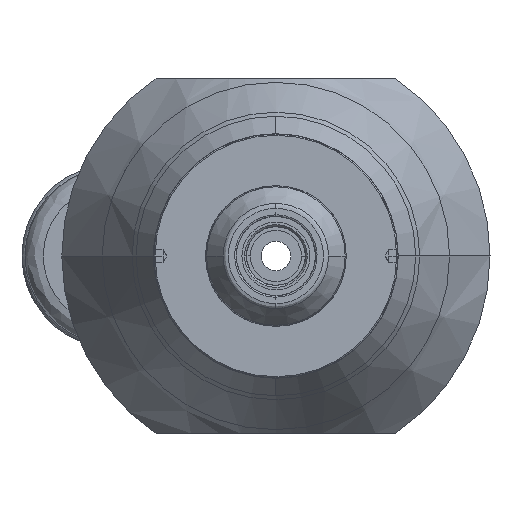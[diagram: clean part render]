
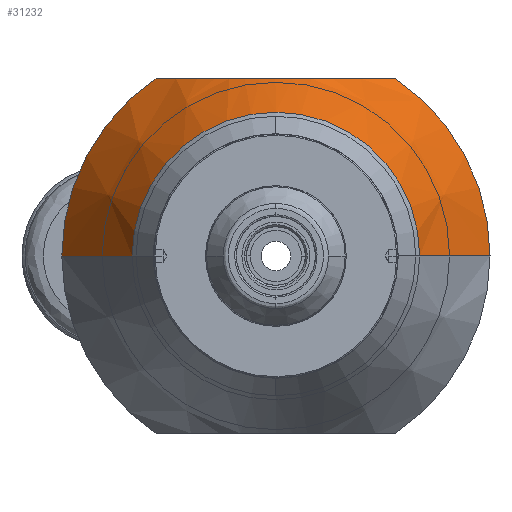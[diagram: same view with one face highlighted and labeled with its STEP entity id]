
A CAD part, left-side view. The second image highlights one B-rep face of the part: STEP entity #31232.
In plain terms, the highlighted conical face has half-angle 30 degrees and reference radius 35 mm.
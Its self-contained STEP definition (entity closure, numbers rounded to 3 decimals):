
#823 = VERTEX_POINT ( 'NONE', #27071 ) ;
#950 = CARTESIAN_POINT ( 'NONE',  ( -25.659, 3.764, 29. ) ) ;
#1057 = CARTESIAN_POINT ( 'NONE',  ( -23.892, 8.65, 29. ) ) ;
#1379 = CARTESIAN_POINT ( 'NONE',  ( -25.994, 1.882, 29. ) ) ;
#1472 = ORIENTED_EDGE ( 'NONE', *, *, #17126, .T. ) ;
#1594 = CARTESIAN_POINT ( 'NONE',  ( -15.681, 19.596, 29. ) ) ;
#1695 = CARTESIAN_POINT ( 'NONE',  ( -18.273, 16.828, 29. ) ) ;
#2152 = CARTESIAN_POINT ( 'NONE',  ( -15.681, 35., 0. ) ) ;
#2428 = AXIS2_PLACEMENT_3D ( 'NONE', #19362, #7286, #5022 ) ;
#3723 = CARTESIAN_POINT ( 'NONE',  ( -24.495, -7.375, 29. ) ) ;
#3844 = CARTESIAN_POINT ( 'NONE',  ( -25.296, 5.143, 29. ) ) ;
#3937 = CARTESIAN_POINT ( 'NONE',  ( -15.681, 0., 0. ) ) ;
#4546 = LINE ( 'NONE', #2152, #17846 ) ;
#4672 = CARTESIAN_POINT ( 'NONE',  ( -15.681, 19.596, 29. ) ) ;
#5022 = DIRECTION ( 'NONE',  ( 0., 1., 0. ) ) ;
#5410 = B_SPLINE_CURVE_WITH_KNOTS ( 'NONE', 3,
 ( #27829, #20732, #30063, #30156, #15737, #30488, #18296, #3723, #28027, #15527, #23150, #8631, #25575, #11090, #13514, #1379, #5879, #950, #17992, #3844, #15640, #20841, #1057, #6304, #8321, #25884, #18611, #21376, #1695, #8854, #1594 ),
 .UNSPECIFIED., .F., .F.,
 ( 4, 2, 2, 2, 2, 2, 2, 1, 2, 2, 2, 2, 2, 2, 2, 4 ),
 ( 0., 0.006, 0.011, 0.014, 0.017, 0.018, 0.02, 0.023, 0.025, 0.027, 0.028, 0.031, 0.033, 0.034, 0.04, 0.045 ),
 .UNSPECIFIED. ) ;
#5879 = CARTESIAN_POINT ( 'NONE',  ( -25.757, 3.294, 29. ) ) ;
#6304 = CARTESIAN_POINT ( 'NONE',  ( -23.677, 9.074, 29. ) ) ;
#6500 = EDGE_CURVE ( 'NONE', #6521, #18665, #8033, .T. ) ;
#6510 = DIRECTION ( 'NONE',  ( 1., 0., 0. ) ) ;
#6521 = VERTEX_POINT ( 'NONE', #4672 ) ;
#6674 = ORIENTED_EDGE ( 'NONE', *, *, #7532, .F. ) ;
#6934 = CIRCLE ( 'NONE', #7389, 35. ) ;
#7286 = DIRECTION ( 'NONE',  ( 1., 0., 0. ) ) ;
#7389 = AXIS2_PLACEMENT_3D ( 'NONE', #23885, #26314, #28759 ) ;
#7532 = EDGE_CURVE ( 'NONE', #12878, #18665, #4546, .T. ) ;
#8033 = CIRCLE ( 'NONE', #28046, 35. ) ;
#8172 = VERTEX_POINT ( 'NONE', #24367 ) ;
#8321 = CARTESIAN_POINT ( 'NONE',  ( -23.225, 9.912, 29. ) ) ;
#8631 = CARTESIAN_POINT ( 'NONE',  ( -25.658, -3.768, 29. ) ) ;
#8854 = CARTESIAN_POINT ( 'NONE',  ( -17.004, 18.232, 29. ) ) ;
#9180 = ORIENTED_EDGE ( 'NONE', *, *, #17325, .T. ) ;
#9761 = CIRCLE ( 'NONE', #2428, 23.5 ) ;
#9824 = DIRECTION ( 'NONE',  ( 0.866, -0.5, 0. ) ) ;
#10038 = CARTESIAN_POINT ( 'NONE',  ( -15.681, -35., 0. ) ) ;
#11090 = CARTESIAN_POINT ( 'NONE',  ( -25.994, -1.885, 29. ) ) ;
#11287 = EDGE_CURVE ( 'NONE', #8172, #823, #6934, .T. ) ;
#11315 = CARTESIAN_POINT ( 'NONE',  ( -35.6, 23.5, 0. ) ) ;
#12227 = CARTESIAN_POINT ( 'NONE',  ( -15.681, 0., 0. ) ) ;
#12402 = LINE ( 'NONE', #10038, #25281 ) ;
#12878 = VERTEX_POINT ( 'NONE', #11315 ) ;
#13514 = CARTESIAN_POINT ( 'NONE',  ( -26.153, -0.001, 29. ) ) ;
#14927 = ORIENTED_EDGE ( 'NONE', *, *, #27747, .T. ) ;
#15527 = CARTESIAN_POINT ( 'NONE',  ( -25.294, -5.147, 29. ) ) ;
#15640 = CARTESIAN_POINT ( 'NONE',  ( -24.854, 6.49, 29. ) ) ;
#15737 = CARTESIAN_POINT ( 'NONE',  ( -21.756, -12.375, 29. ) ) ;
#15929 = DIRECTION ( 'NONE',  ( 0., 1., 0. ) ) ;
#17126 = EDGE_CURVE ( 'NONE', #12878, #25697, #9761, .T. ) ;
#17325 = EDGE_CURVE ( 'NONE', #823, #6521, #5410, .T. ) ;
#17727 = CARTESIAN_POINT ( 'NONE',  ( -15.681, 35., 0. ) ) ;
#17846 = VECTOR ( 'NONE', #21498, 1000. ) ;
#17992 = CARTESIAN_POINT ( 'NONE',  ( -25.428, 4.687, 29. ) ) ;
#18296 = CARTESIAN_POINT ( 'NONE',  ( -23.681, -9.094, 29. ) ) ;
#18611 = CARTESIAN_POINT ( 'NONE',  ( -21.763, 12.365, 29. ) ) ;
#18665 = VERTEX_POINT ( 'NONE', #17727 ) ;
#19362 = CARTESIAN_POINT ( 'NONE',  ( -35.6, 0., 0. ) ) ;
#19686 = ORIENTED_EDGE ( 'NONE', *, *, #11287, .T. ) ;
#20732 = CARTESIAN_POINT ( 'NONE',  ( -17.003, -18.233, 29. ) ) ;
#20841 = CARTESIAN_POINT ( 'NONE',  ( -24.498, 7.366, 29. ) ) ;
#21376 = CARTESIAN_POINT ( 'NONE',  ( -20.652, 13.894, 29. ) ) ;
#21498 = DIRECTION ( 'NONE',  ( 0.866, 0.5, 0. ) ) ;
#22088 = DIRECTION ( 'NONE',  ( 0., 1., 0. ) ) ;
#22443 = EDGE_LOOP ( 'NONE', ( #1472, #14927, #19686, #9180, #22792, #6674 ) ) ;
#22645 = AXIS2_PLACEMENT_3D ( 'NONE', #3937, #6510, #15929 ) ;
#22792 = ORIENTED_EDGE ( 'NONE', *, *, #6500, .T. ) ;
#23150 = CARTESIAN_POINT ( 'NONE',  ( -25.427, -4.691, 29. ) ) ;
#23885 = CARTESIAN_POINT ( 'NONE',  ( -15.681, 0., 0. ) ) ;
#24367 = CARTESIAN_POINT ( 'NONE',  ( -15.681, -35., 0. ) ) ;
#25281 = VECTOR ( 'NONE', #9824, 1000. ) ;
#25575 = CARTESIAN_POINT ( 'NONE',  ( -25.757, -3.298, 29. ) ) ;
#25697 = VERTEX_POINT ( 'NONE', #30298 ) ;
#25884 = CARTESIAN_POINT ( 'NONE',  ( -22.988, 10.327, 29. ) ) ;
#26314 = DIRECTION ( 'NONE',  ( -1., 0., 0. ) ) ;
#26399 = DIRECTION ( 'NONE',  ( -1., 0., 0. ) ) ;
#26900 = FACE_OUTER_BOUND ( 'NONE', #22443, .T. ) ;
#27071 = CARTESIAN_POINT ( 'NONE',  ( -15.681, -19.596, 29. ) ) ;
#27747 = EDGE_CURVE ( 'NONE', #25697, #8172, #12402, .T. ) ;
#27829 = CARTESIAN_POINT ( 'NONE',  ( -15.681, -19.596, 29. ) ) ;
#28027 = CARTESIAN_POINT ( 'NONE',  ( -24.851, -6.497, 29. ) ) ;
#28046 = AXIS2_PLACEMENT_3D ( 'NONE', #12227, #26399, #22088 ) ;
#28759 = DIRECTION ( 'NONE',  ( 0., 1., 0. ) ) ;
#30063 = CARTESIAN_POINT ( 'NONE',  ( -18.271, -16.83, 29. ) ) ;
#30156 = CARTESIAN_POINT ( 'NONE',  ( -20.647, -13.9, 29. ) ) ;
#30298 = CARTESIAN_POINT ( 'NONE',  ( -35.6, -23.5, 0. ) ) ;
#30488 = CARTESIAN_POINT ( 'NONE',  ( -23.223, -9.937, 29. ) ) ;
#31232 = ADVANCED_FACE ( 'NONE', ( #26900 ), #31480, .T. ) ;
#31480 = CONICAL_SURFACE ( 'NONE', #22645, 35., 0.524 ) ;
